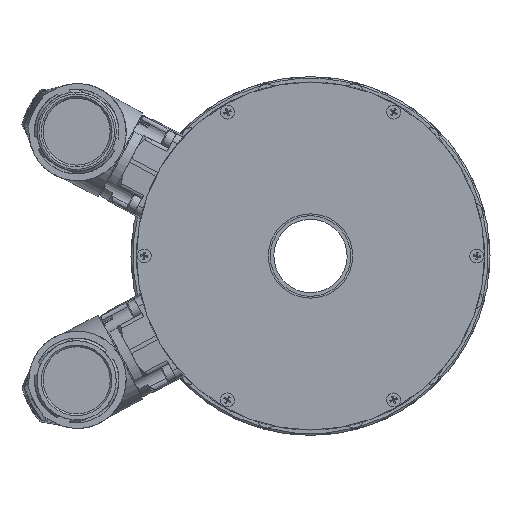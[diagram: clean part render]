
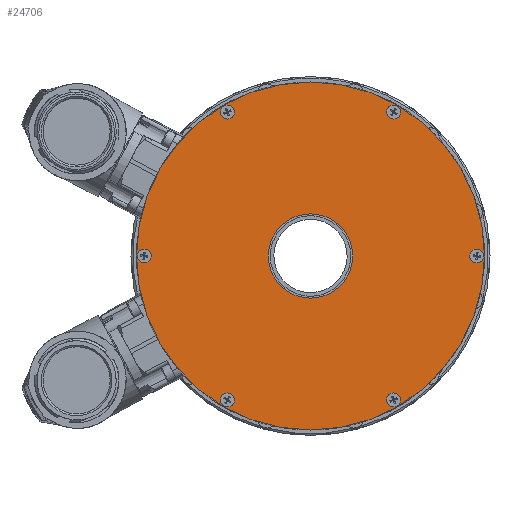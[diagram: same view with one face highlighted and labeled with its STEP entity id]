
A CAD part, left-side view. The second image highlights one B-rep face of the part: STEP entity #24706.
In plain terms, the highlighted planar face has unit normal (-1, 0, 0).
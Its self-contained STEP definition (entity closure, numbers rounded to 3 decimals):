
#821=FACE_BOUND('',#6553,.T.);
#822=FACE_BOUND('',#6554,.T.);
#823=FACE_BOUND('',#6555,.T.);
#824=FACE_BOUND('',#6556,.T.);
#825=FACE_BOUND('',#6557,.T.);
#826=FACE_BOUND('',#6558,.T.);
#827=FACE_BOUND('',#6559,.T.);
#1252=PLANE('',#26733);
#3475=CIRCLE('',#26734,47.5);
#3476=CIRCLE('',#26735,11.5);
#3477=CIRCLE('',#26736,1.9);
#3478=CIRCLE('',#26737,1.9);
#3479=CIRCLE('',#26738,1.9);
#3480=CIRCLE('',#26739,1.9);
#3481=CIRCLE('',#26740,1.9);
#3482=CIRCLE('',#26741,1.9);
#5093=FACE_OUTER_BOUND('',#6552,.T.);
#6552=EDGE_LOOP('',(#20780));
#6553=EDGE_LOOP('',(#20781));
#6554=EDGE_LOOP('',(#20782));
#6555=EDGE_LOOP('',(#20783));
#6556=EDGE_LOOP('',(#20784));
#6557=EDGE_LOOP('',(#20785));
#6558=EDGE_LOOP('',(#20786));
#6559=EDGE_LOOP('',(#20787));
#12292=VERTEX_POINT('',#48326);
#12293=VERTEX_POINT('',#48328);
#12294=VERTEX_POINT('',#48330);
#12295=VERTEX_POINT('',#48332);
#12296=VERTEX_POINT('',#48334);
#12297=VERTEX_POINT('',#48336);
#12298=VERTEX_POINT('',#48338);
#12299=VERTEX_POINT('',#48340);
#15313=EDGE_CURVE('',#12292,#12292,#3475,.T.);
#15314=EDGE_CURVE('',#12293,#12293,#3476,.T.);
#15315=EDGE_CURVE('',#12294,#12294,#3477,.T.);
#15316=EDGE_CURVE('',#12295,#12295,#3478,.T.);
#15317=EDGE_CURVE('',#12296,#12296,#3479,.T.);
#15318=EDGE_CURVE('',#12297,#12297,#3480,.T.);
#15319=EDGE_CURVE('',#12298,#12298,#3481,.T.);
#15320=EDGE_CURVE('',#12299,#12299,#3482,.T.);
#20780=ORIENTED_EDGE('',*,*,#15313,.T.);
#20781=ORIENTED_EDGE('',*,*,#15314,.T.);
#20782=ORIENTED_EDGE('',*,*,#15315,.T.);
#20783=ORIENTED_EDGE('',*,*,#15316,.T.);
#20784=ORIENTED_EDGE('',*,*,#15317,.T.);
#20785=ORIENTED_EDGE('',*,*,#15318,.T.);
#20786=ORIENTED_EDGE('',*,*,#15319,.T.);
#20787=ORIENTED_EDGE('',*,*,#15320,.T.);
#24706=ADVANCED_FACE('',(#5093,#821,#822,#823,#824,#825,#826,#827),#1252,
 .T.);
#26733=AXIS2_PLACEMENT_3D('',#48325,#31329,#31330);
#26734=AXIS2_PLACEMENT_3D('',#48327,#31331,#31332);
#26735=AXIS2_PLACEMENT_3D('',#48329,#31333,#31334);
#26736=AXIS2_PLACEMENT_3D('',#48331,#31335,#31336);
#26737=AXIS2_PLACEMENT_3D('',#48333,#31337,#31338);
#26738=AXIS2_PLACEMENT_3D('',#48335,#31339,#31340);
#26739=AXIS2_PLACEMENT_3D('',#48337,#31341,#31342);
#26740=AXIS2_PLACEMENT_3D('',#48339,#31343,#31344);
#26741=AXIS2_PLACEMENT_3D('',#48341,#31345,#31346);
#31329=DIRECTION('center_axis',(-1.,0.,0.));
#31330=DIRECTION('ref_axis',(0.,-0.866,0.5));
#31331=DIRECTION('center_axis',(-1.,0.,0.));
#31332=DIRECTION('ref_axis',(0.,-0.866,0.5));
#31333=DIRECTION('center_axis',(1.,0.,0.));
#31334=DIRECTION('ref_axis',(0.,0.866,-0.5));
#31335=DIRECTION('center_axis',(1.,0.,0.));
#31336=DIRECTION('ref_axis',(0.,-0.866,-0.5));
#31337=DIRECTION('center_axis',(1.,0.,0.));
#31338=DIRECTION('ref_axis',(0.,0.,
-1.));
#31339=DIRECTION('center_axis',(1.,0.,0.));
#31340=DIRECTION('ref_axis',(0.,0.866,-0.5));
#31341=DIRECTION('center_axis',(1.,0.,0.));
#31342=DIRECTION('ref_axis',(0.,0.866,0.5));
#31343=DIRECTION('center_axis',(1.,0.,0.));
#31344=DIRECTION('ref_axis',(0.,0.,
1.));
#31345=DIRECTION('center_axis',(1.,0.,0.));
#31346=DIRECTION('ref_axis',(0.,-0.866,0.5));
#48325=CARTESIAN_POINT('Origin',(-120.169,-7.67,43.338));
#48326=CARTESIAN_POINT('',(-120.169,33.466,19.588));
#48327=CARTESIAN_POINT('Origin',(-120.169,-7.67,43.338));
#48328=CARTESIAN_POINT('',(-120.169,-17.629,49.088));
#48329=CARTESIAN_POINT('Origin',(-120.169,-7.67,43.338));
#48330=CARTESIAN_POINT('',(-120.169,-31.515,84.141));
#48331=CARTESIAN_POINT('Origin',(-120.169,-30.357,82.634));
#48332=CARTESIAN_POINT('',(-120.169,-54.929,43.089));
#48333=CARTESIAN_POINT('Origin',(-120.169,-53.045,43.338));
#48334=CARTESIAN_POINT('',(-120.169,-31.084,2.286));
#48335=CARTESIAN_POINT('Origin',(-120.169,-30.357,4.042));
#48336=CARTESIAN_POINT('',(-120.169,16.175,2.535));
#48337=CARTESIAN_POINT('Origin',(-120.169,15.018,4.042));
#48338=CARTESIAN_POINT('',(-120.169,39.589,43.587));
#48339=CARTESIAN_POINT('Origin',(-120.169,37.705,43.338));
#48340=CARTESIAN_POINT('',(-120.169,15.744,84.39));
#48341=CARTESIAN_POINT('Origin',(-120.169,15.018,82.634));
